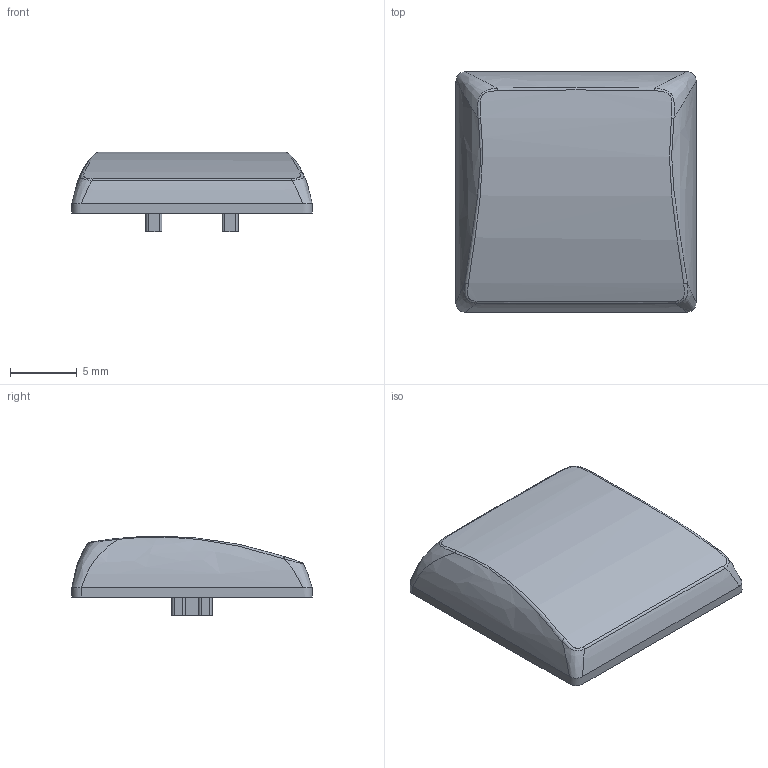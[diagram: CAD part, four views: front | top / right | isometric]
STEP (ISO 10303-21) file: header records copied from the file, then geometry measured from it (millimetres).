
FILE_DESCRIPTION(/* description */ (''),/* implementation_level */ '2;1');
FILE_NAME(/* name */ '100_convex',/* time_stamp */ '2022-08-28T20:34:38+02:00',/* author */ (''),/* organization */ (''),/* preprocessor_version */ 'ST-DEVELOPER v16.5',/* originating_system */ 'Rhino 7.21',/* authorisation */ '');
FILE_SCHEMA (('CONFIG_CONTROL_DESIGN'));
Length unit declared in the file: millimetre
Products named in the file (1): Document
Bounding box: 18 x 18 x 5.95 mm (x, y, z)
Volume: 647.7 mm3; surface area: 1058.5 mm2
Topology: 1 solids, 1 shells, 82 faces, 216 edges, 140 vertices
Faces by surface type: cylinder 28, plane 28, bspline 26
Entity records: 5035 total; most frequent: CARTESIAN_POINT 3633, ORIENTED_EDGE 432, EDGE_CURVE 216, VERTEX_POINT 140, B_SPLINE_CURVE_WITH_KNOTS 92, EDGE_LOOP 86, ADVANCED_FACE 82, FACE_OUTER_BOUND 82
